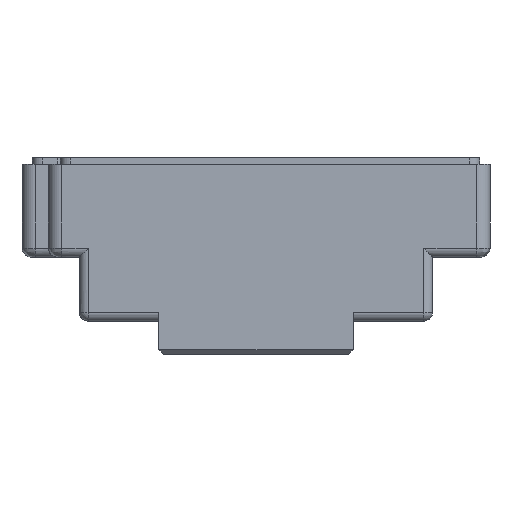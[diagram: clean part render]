
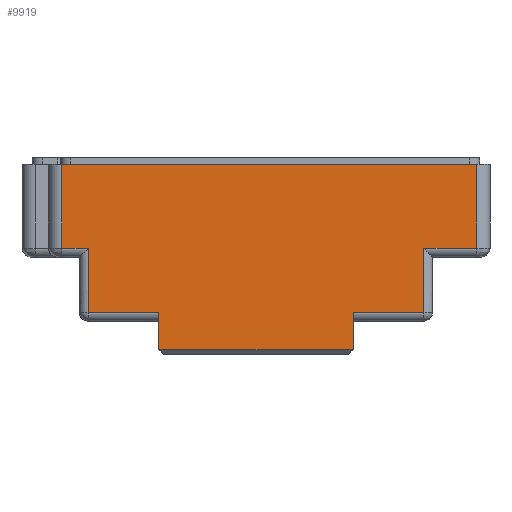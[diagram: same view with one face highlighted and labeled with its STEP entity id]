
A CAD part, left-side view. The second image highlights one B-rep face of the part: STEP entity #9919.
In plain terms, the highlighted planar face has unit normal (-1, 0, 0).
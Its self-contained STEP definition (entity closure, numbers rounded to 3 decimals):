
#901=FACE_OUTER_BOUND('',#1416,.T.);
#1416=EDGE_LOOP('',(#8704,#8705,#8706,#8707,#8708,#8709,#8710,#8711,#8712,
#8713,#8714,#8715));
#2190=LINE('',#15321,#3355);
#2421=LINE('',#15933,#3586);
#2516=LINE('',#16176,#3681);
#2517=LINE('',#16179,#3682);
#2518=LINE('',#16181,#3683);
#2519=LINE('',#16183,#3684);
#2520=LINE('',#16185,#3685);
#2521=LINE('',#16187,#3686);
#2522=LINE('',#16189,#3687);
#2523=LINE('',#16191,#3688);
#2524=LINE('',#16192,#3689);
#2525=LINE('',#16193,#3690);
#3355=VECTOR('',#12332,10.);
#3586=VECTOR('',#12921,10.);
#3681=VECTOR('',#13190,10.);
#3682=VECTOR('',#13193,10.);
#3683=VECTOR('',#13194,10.);
#3684=VECTOR('',#13195,10.);
#3685=VECTOR('',#13196,10.);
#3686=VECTOR('',#13197,10.);
#3687=VECTOR('',#13198,10.);
#3688=VECTOR('',#13199,10.);
#3689=VECTOR('',#13200,10.);
#3690=VECTOR('',#13201,10.);
#4388=VERTEX_POINT('',#15189);
#4424=VERTEX_POINT('',#15313);
#4426=VERTEX_POINT('',#15319);
#4627=VERTEX_POINT('',#15930);
#4628=VERTEX_POINT('',#15932);
#4690=VERTEX_POINT('',#16178);
#4691=VERTEX_POINT('',#16180);
#4692=VERTEX_POINT('',#16182);
#4693=VERTEX_POINT('',#16184);
#4694=VERTEX_POINT('',#16186);
#4695=VERTEX_POINT('',#16188);
#4696=VERTEX_POINT('',#16190);
#5636=EDGE_CURVE('',#4426,#4424,#2190,.T.);
#5949=EDGE_CURVE('',#4628,#4627,#2421,.T.);
#6065=EDGE_CURVE('',#4628,#4388,#2516,.T.);
#6066=EDGE_CURVE('',#4690,#4426,#2517,.T.);
#6067=EDGE_CURVE('',#4691,#4690,#2518,.T.);
#6068=EDGE_CURVE('',#4691,#4692,#2519,.T.);
#6069=EDGE_CURVE('',#4693,#4692,#2520,.T.);
#6070=EDGE_CURVE('',#4693,#4694,#2521,.T.);
#6071=EDGE_CURVE('',#4695,#4694,#2522,.T.);
#6072=EDGE_CURVE('',#4696,#4695,#2523,.T.);
#6073=EDGE_CURVE('',#4388,#4696,#2524,.T.);
#6074=EDGE_CURVE('',#4424,#4627,#2525,.T.);
#8704=ORIENTED_EDGE('',*,*,#6066,.F.);
#8705=ORIENTED_EDGE('',*,*,#6067,.F.);
#8706=ORIENTED_EDGE('',*,*,#6068,.T.);
#8707=ORIENTED_EDGE('',*,*,#6069,.F.);
#8708=ORIENTED_EDGE('',*,*,#6070,.T.);
#8709=ORIENTED_EDGE('',*,*,#6071,.F.);
#8710=ORIENTED_EDGE('',*,*,#6072,.F.);
#8711=ORIENTED_EDGE('',*,*,#6073,.F.);
#8712=ORIENTED_EDGE('',*,*,#6065,.F.);
#8713=ORIENTED_EDGE('',*,*,#5949,.T.);
#8714=ORIENTED_EDGE('',*,*,#6074,.F.);
#8715=ORIENTED_EDGE('',*,*,#5636,.F.);
#9440=PLANE('',#10701);
#9919=ADVANCED_FACE('',(#901),#9440,.T.);
#10701=AXIS2_PLACEMENT_3D('',#16177,#13191,#13192);
#12332=DIRECTION('',(0.,1.,0.));
#12921=DIRECTION('',(0.,1.,0.));
#13190=DIRECTION('',(0.,0.,-1.));
#13191=DIRECTION('center_axis',(-1.,0.,0.));
#13192=DIRECTION('ref_axis',(0.,1.,0.));
#13193=DIRECTION('',(0.,0.,1.));
#13194=DIRECTION('',(0.,1.,0.));
#13195=DIRECTION('',(0.,0.,-1.));
#13196=DIRECTION('',(0.,1.,0.));
#13197=DIRECTION('',(0.,0.,1.));
#13198=DIRECTION('',(0.,1.,0.));
#13199=DIRECTION('',(0.,0.,-1.));
#13200=DIRECTION('',(0.,1.,0.));
#13201=DIRECTION('',(0.,0.,1.));
#15189=CARTESIAN_POINT('',(-270.,-50.,-20.5));
#15313=CARTESIAN_POINT('',(-270.,44.,-20.5));
#15319=CARTESIAN_POINT('',(-270.,38.,-20.5));
#15321=CARTESIAN_POINT('',(-270.,-6.5,-20.5));
#15930=CARTESIAN_POINT('',(-270.,44.,-1.5));
#15932=CARTESIAN_POINT('',(-270.,-50.,-1.5));
#15933=CARTESIAN_POINT('',(-270.,-55.29,-1.5));
#16176=CARTESIAN_POINT('',(-270.,-50.,0.));
#16177=CARTESIAN_POINT('Origin',(-270.,-53.,0.));
#16178=CARTESIAN_POINT('',(-270.,38.,-35.));
#16179=CARTESIAN_POINT('',(-270.,38.,-18.5));
#16180=CARTESIAN_POINT('',(-270.,22.,-35.));
#16181=CARTESIAN_POINT('',(-270.,-15.5,-35.));
#16182=CARTESIAN_POINT('',(-270.,22.,-43.5));
#16183=CARTESIAN_POINT('',(-270.,22.,-22.25));
#16184=CARTESIAN_POINT('',(-270.,-22.,-43.5));
#16185=CARTESIAN_POINT('',(-270.,-26.5,-43.5));
#16186=CARTESIAN_POINT('',(-270.,-22.,-35.));
#16187=CARTESIAN_POINT('',(-270.,-22.,-18.5));
#16188=CARTESIAN_POINT('',(-270.,-38.,-35.));
#16189=CARTESIAN_POINT('',(-270.,-46.5,-35.));
#16190=CARTESIAN_POINT('',(-270.,-38.,-20.5));
#16191=CARTESIAN_POINT('',(-270.,-38.,-11.25));
#16192=CARTESIAN_POINT('',(-270.,-53.,-20.5));
#16193=CARTESIAN_POINT('',(-270.,44.,0.));
